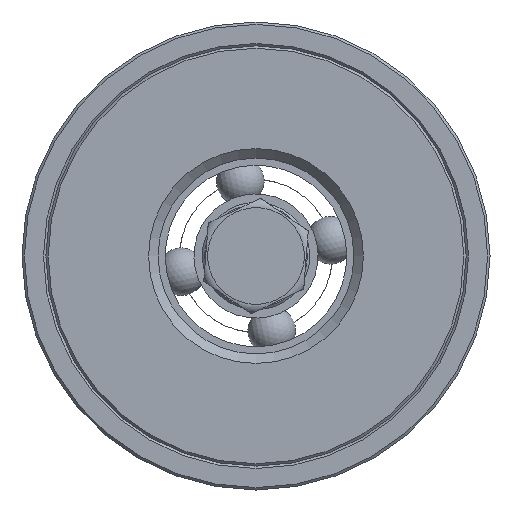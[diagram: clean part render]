
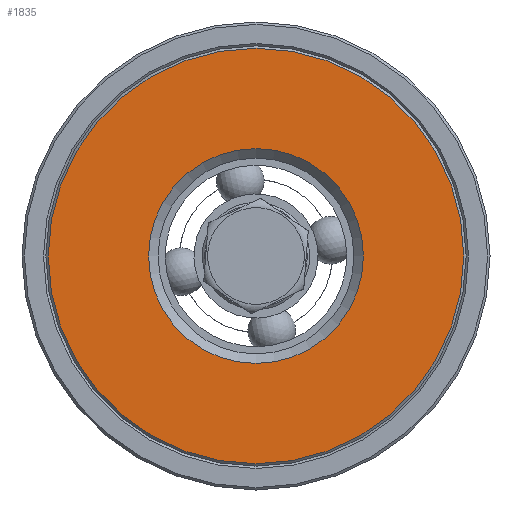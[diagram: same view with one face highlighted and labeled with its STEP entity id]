
A CAD part, left-side view. The second image highlights one B-rep face of the part: STEP entity #1835.
In plain terms, the highlighted planar face has unit normal (-1, 0, 0).
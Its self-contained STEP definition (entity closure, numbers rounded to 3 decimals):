
#124=FACE_BOUND('',#302,.T.);
#159=PLANE('',#1973);
#193=FACE_OUTER_BOUND('',#301,.T.);
#301=EDGE_LOOP('',(#1199,#1200));
#302=EDGE_LOOP('',(#1201));
#571=CIRCLE('',#1970,22.5);
#574=CIRCLE('',#1974,43.5);
#575=CIRCLE('',#1975,43.5);
#729=VERTEX_POINT('',#2859);
#732=VERTEX_POINT('',#2867);
#733=VERTEX_POINT('',#2868);
#926=EDGE_CURVE('',#729,#729,#571,.T.);
#930=EDGE_CURVE('',#732,#733,#574,.T.);
#931=EDGE_CURVE('',#733,#732,#575,.T.);
#1199=ORIENTED_EDGE('',*,*,#930,.T.);
#1200=ORIENTED_EDGE('',*,*,#931,.T.);
#1201=ORIENTED_EDGE('',*,*,#926,.F.);
#1835=ADVANCED_FACE('',(#193,#124),#159,.T.);
#1970=AXIS2_PLACEMENT_3D('',#2860,#2247,#2248);
#1973=AXIS2_PLACEMENT_3D('',#2866,#2254,#2255);
#1974=AXIS2_PLACEMENT_3D('',#2869,#2256,#2257);
#1975=AXIS2_PLACEMENT_3D('',#2870,#2258,#2259);
#2247=DIRECTION('center_axis',(-1.,0.,0.));
#2248=DIRECTION('ref_axis',(0.,0.,1.));
#2254=DIRECTION('center_axis',(-1.,0.,0.));
#2255=DIRECTION('ref_axis',(0.,1.,0.));
#2256=DIRECTION('center_axis',(-1.,0.,0.));
#2257=DIRECTION('ref_axis',(0.,0.,-1.));
#2258=DIRECTION('center_axis',(-1.,0.,0.));
#2259=DIRECTION('ref_axis',(0.,0.,-1.));
#2859=CARTESIAN_POINT('',(-12.5,0.,-22.5));
#2860=CARTESIAN_POINT('Origin',(-12.5,0.,0.));
#2866=CARTESIAN_POINT('Origin',(-12.5,0.,0.));
#2867=CARTESIAN_POINT('',(-12.5,0.,-43.5));
#2868=CARTESIAN_POINT('',(-12.5,0.,43.5));
#2869=CARTESIAN_POINT('Origin',(-12.5,0.,0.));
#2870=CARTESIAN_POINT('Origin',(-12.5,0.,0.));
